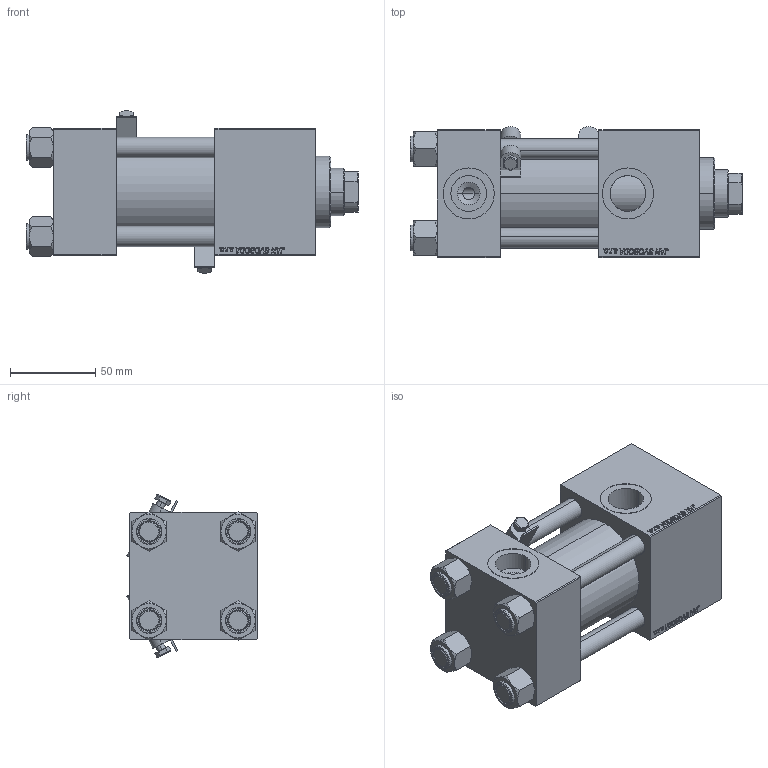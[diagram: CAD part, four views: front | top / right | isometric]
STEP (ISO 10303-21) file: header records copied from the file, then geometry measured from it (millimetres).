
FILE_DESCRIPTION (( 'STEP AP203' ), '1' );
FILE_NAME ('beeb.STEP', '2023-08-23T06:37:17', ( '' ), ( '' ), 'SwSTEP 2.0', 'SolidWorks 2019', '' );
FILE_SCHEMA (( 'CONFIG_CONTROL_DESIGN' ));
Length unit declared in the file: millimetre
Products named in the file (7): V215CR_C_Body 81f83ea5541501ed1cede748dd32ade6; V215CR_VCP_C 81f83ea5541501ed1cede748dd32ade6; V215CR_C_TYCINKA 81f83ea5541501ed1cede748dd32ade6; NUT_M5_C 81f83ea5541501ed1cede748dd32ade6; beeb; MSRF_MSRG1 81f83ea5541501ed1cede748dd32ade6; V215_VC_A 81f83ea5541501ed1cede748dd32ade6
Assembly tree (13 placements, depth 2):
  beeb
    V215CR_C_Body 81f83ea5541501ed1cede748dd32ade6
    V215CR_VCP_C 81f83ea5541501ed1cede748dd32ade6
    NUT_M5_C 81f83ea5541501ed1cede748dd32ade6  x4
    V215CR_C_TYCINKA 81f83ea5541501ed1cede748dd32ade6  x4
    V215_VC_A 81f83ea5541501ed1cede748dd32ade6
    MSRF_MSRG1 81f83ea5541501ed1cede748dd32ade6  x2
Bounding box: 195 x 76.88 x 95.81 mm (x, y, z)
Volume: 676461.7 mm3; surface area: 155426.2 mm2
Topology: 13 solids, 13 shells, 1212 faces, 3024 edges, 1961 vertices
Faces by surface type: plane 562, bspline 392, cone 136, cylinder 114, torus 8
Entity records: 51262 total; most frequent: CARTESIAN_POINT 27303, ORIENTED_EDGE 5390, DIRECTION 3449, EDGE_CURVE 2695, VERTEX_POINT 1769, VECTOR 1639, LINE 1639, EDGE_LOOP 1192
